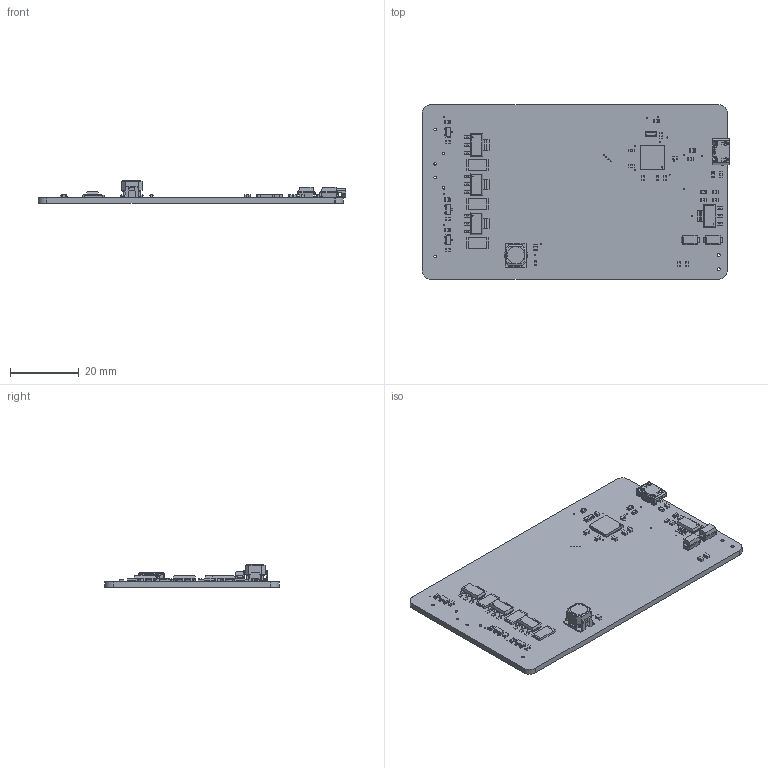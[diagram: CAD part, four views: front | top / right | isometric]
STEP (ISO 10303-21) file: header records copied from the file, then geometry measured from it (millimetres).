
FILE_DESCRIPTION(/* description */ (''),/* implementation_level */ '2;1');
FILE_NAME(/* name */ 'rev_002 v7.step',/* time_stamp */ '2021-12-27T14:25:44-05:00',/* author */ (''),/* organization */ (''),/* preprocessor_version */ 'ST-DEVELOPER v18.1',/* originating_system */ 'Autodesk Translation Framework v10.10.0.1391',/* authorisation */ '');
FILE_SCHEMA (('AUTOMOTIVE_DESIGN { 1 0 10303 214 3 1 1 }'));
Length unit declared in the file: millimetre
Products named in the file (18): rev_002; Board; Packages; DO214BA; C0603; R0603; R2512; AMPHENOL_10118192-0002LF; SW_B3AL_OMR; SOT223; QFN50P700X700X100-45N; OSC_CSTNE8M00GH5C000R0; SOT23; SML0603; housing; cover; base-oa0; base
Assembly tree (48 placements, depth 4):
  rev_002
    Board
    Packages
      DO214BA  x2
      C0603  x16
      R0603  x9
      R2512  x3
      AMPHENOL_10118192-0002LF
      SW_B3AL_OMR
      SOT223  x4
      QFN50P700X700X100-45N
      OSC_CSTNE8M00GH5C000R0
      SOT23  x3
      SML0603
        housing
        cover
        base-oa0
        base
Bounding box: 89.67 x 50.8 x 6.67 mm (x, y, z)
Volume: 8062.7 mm3; surface area: 11230.4 mm2
Topology: 128 solids, 128 shells, 2809 faces, 6963 edges, 4408 vertices
Faces by surface type: plane 1900, cylinder 719, sphere 156, cone 20, bspline 10, torus 4
Full cylindrical faces by diameter (mm): 0.15 x1, 0.175 x4, 0.305 x24, 0.45 x2, 0.55 x2, 0.7 x6, 0.914 x2, 4.9 x1
Entity records: 56788 total; most frequent: CARTESIAN_POINT 10923, ORIENTED_EDGE 9272, DIRECTION 9180, EDGE_CURVE 4636, LINE 3656, VECTOR 3656, VERTEX_POINT 3006, AXIS2_PLACEMENT_3D 2762
